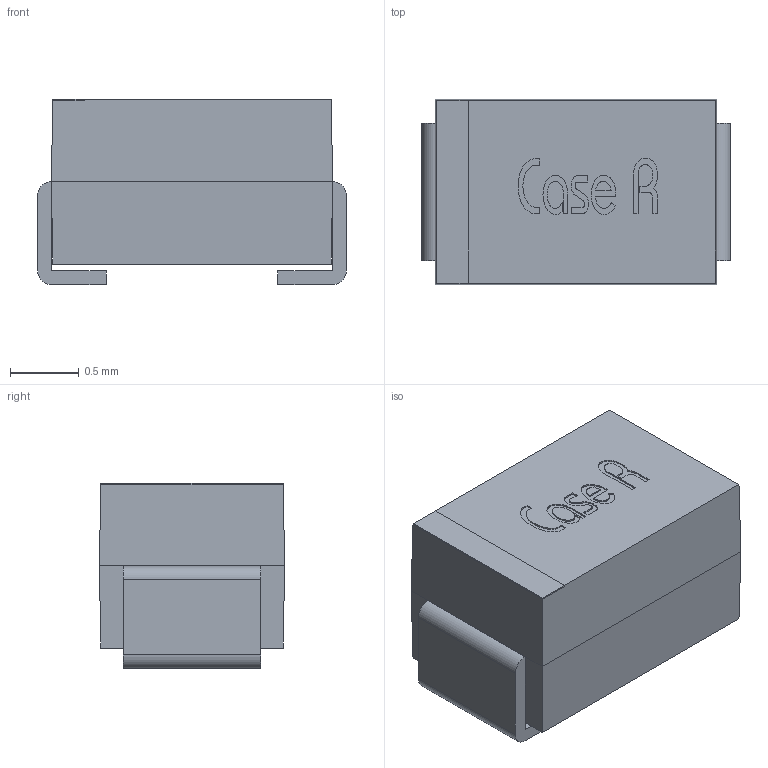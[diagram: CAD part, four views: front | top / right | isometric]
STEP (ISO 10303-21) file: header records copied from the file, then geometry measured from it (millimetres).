
FILE_DESCRIPTION (( 'STEP AP214' ), '1' );
FILE_NAME ('User Library-Tantalum Capacitor Case R.STEP', '2012-03-25T14:57:25', ( 'sysAdmin' ), ( 'SolidWorks' ), 'SwSTEP 2.0', 'SolidWorks 2012', '' );
FILE_SCHEMA (( 'AUTOMOTIVE_DESIGN' ));
Length unit declared in the file: millimetre
Products named in the file (3): User Library-Tantalum Capacitor Case R_Tantalum case R part1; User Library-Tantalum Capacitor Case R; User Library-Tantalum Capacitor Case R_Tantalum case R part2
Assembly tree (3 placements, depth 2):
  User Library-Tantalum Capacitor Case R
    User Library-Tantalum Capacitor Case R_Tantalum case R part1
    User Library-Tantalum Capacitor Case R_Tantalum case R part2  x2
Bounding box: 2.25 x 1.35 x 1.35 mm (x, y, z)
Volume: 3.5 mm3; surface area: 19.5 mm2
Topology: 4 solids, 4 shells, 122 faces, 316 edges, 208 vertices
Faces by surface type: plane 72, bspline 46, cylinder 4
Entity records: 6416 total; most frequent: CARTESIAN_POINT 2862, ORIENTED_EDGE 590, DIRECTION 353, EDGE_CURVE 295, LINE 199, VECTOR 199, VERTEX_POINT 194, EDGE_LOOP 119
